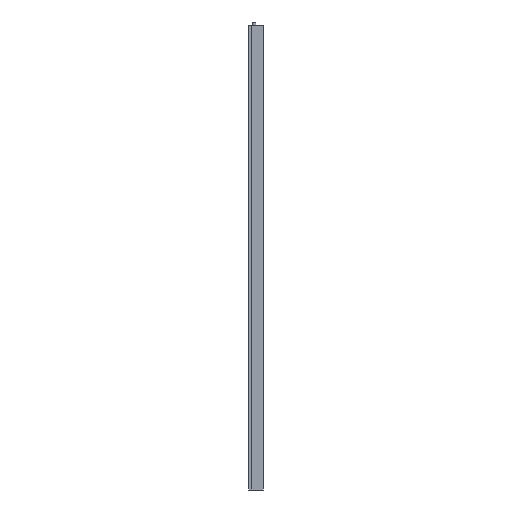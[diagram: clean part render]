
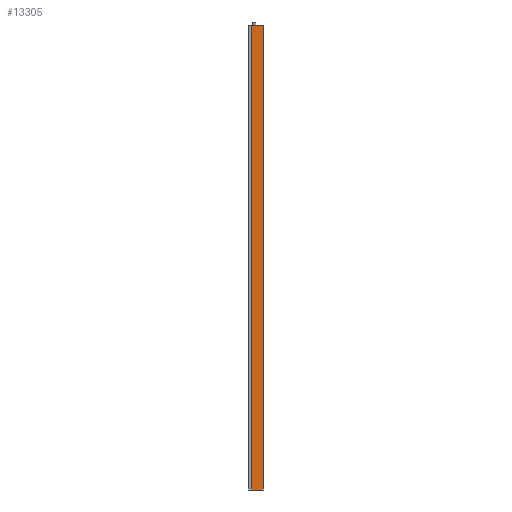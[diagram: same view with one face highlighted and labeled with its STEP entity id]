
A CAD part, left-side view. The second image highlights one B-rep face of the part: STEP entity #13305.
In plain terms, the highlighted planar face has unit normal (-1, 0, 0).
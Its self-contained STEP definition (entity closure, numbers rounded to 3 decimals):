
#507 = VECTOR ( 'NONE', #13825, 1000. ) ;
#1304 = VECTOR ( 'NONE', #16859, 1000. ) ;
#1595 = VERTEX_POINT ( 'NONE', #11237 ) ;
#2719 = EDGE_CURVE ( 'NONE', #36398, #1595, #25649, .T. ) ;
#3659 = ORIENTED_EDGE ( 'NONE', *, *, #33902, .F. ) ;
#8853 = FACE_OUTER_BOUND ( 'NONE', #36948, .T. ) ;
#9231 = CARTESIAN_POINT ( 'NONE',  ( -8.25, 0.3, 0. ) ) ;
#9599 = CARTESIAN_POINT ( 'NONE',  ( -8.25, 27.7, 1084. ) ) ;
#10657 = VERTEX_POINT ( 'NONE', #20898 ) ;
#10674 = LINE ( 'NONE', #19499, #1304 ) ;
#11237 = CARTESIAN_POINT ( 'NONE',  ( -8.25, 27.7, 0. ) ) ;
#12052 = LINE ( 'NONE', #9231, #33676 ) ;
#13305 = ADVANCED_FACE ( 'NONE', ( #8853 ), #17299, .F. ) ;
#13825 = DIRECTION ( 'NONE',  ( 0., 0., -1. ) ) ;
#16859 = DIRECTION ( 'NONE',  ( 0., -1., 0. ) ) ;
#17299 = PLANE ( 'NONE',  #27146 ) ;
#19499 = CARTESIAN_POINT ( 'NONE',  ( -8.25, 0.3, 1084. ) ) ;
#19826 = ORIENTED_EDGE ( 'NONE', *, *, #26972, .T. ) ;
#20898 = CARTESIAN_POINT ( 'NONE',  ( -8.25, 0.3, 0. ) ) ;
#21253 = CARTESIAN_POINT ( 'NONE',  ( -8.25, 0.3, 1084. ) ) ;
#21569 = ORIENTED_EDGE ( 'NONE', *, *, #26922, .F. ) ;
#22393 = CARTESIAN_POINT ( 'NONE',  ( -8.25, 0.3, 1084. ) ) ;
#25039 = ORIENTED_EDGE ( 'NONE', *, *, #2719, .T. ) ;
#25581 = DIRECTION ( 'NONE',  ( 0., 0., -1. ) ) ;
#25649 = LINE ( 'NONE', #33946, #507 ) ;
#26922 = EDGE_CURVE ( 'NONE', #34332, #10657, #34235, .T. ) ;
#26972 = EDGE_CURVE ( 'NONE', #1595, #10657, #12052, .T. ) ;
#27146 = AXIS2_PLACEMENT_3D ( 'NONE', #31404, #36666, #28028 ) ;
#28028 = DIRECTION ( 'NONE',  ( 0., 0., -1. ) ) ;
#31404 = CARTESIAN_POINT ( 'NONE',  ( -8.25, 0.3, 1084. ) ) ;
#33676 = VECTOR ( 'NONE', #35349, 1000. ) ;
#33902 = EDGE_CURVE ( 'NONE', #36398, #34332, #10674, .T. ) ;
#33946 = CARTESIAN_POINT ( 'NONE',  ( -8.25, 27.7, 1084. ) ) ;
#34235 = LINE ( 'NONE', #22393, #36064 ) ;
#34332 = VERTEX_POINT ( 'NONE', #21253 ) ;
#35349 = DIRECTION ( 'NONE',  ( 0., -1., 0. ) ) ;
#36064 = VECTOR ( 'NONE', #25581, 1000. ) ;
#36398 = VERTEX_POINT ( 'NONE', #9599 ) ;
#36666 = DIRECTION ( 'NONE',  ( 1., 0., 0. ) ) ;
#36948 = EDGE_LOOP ( 'NONE', ( #19826, #21569, #3659, #25039 ) ) ;
